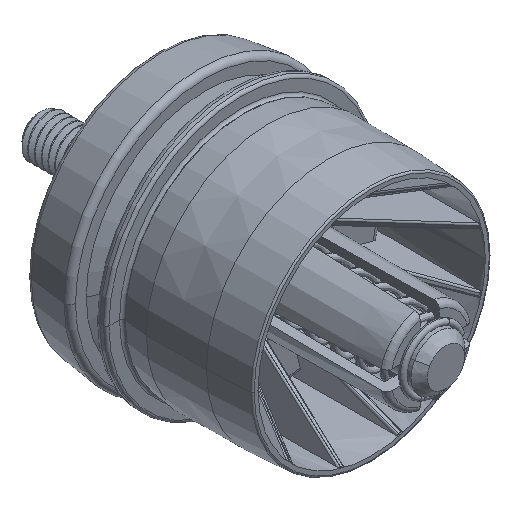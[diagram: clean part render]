
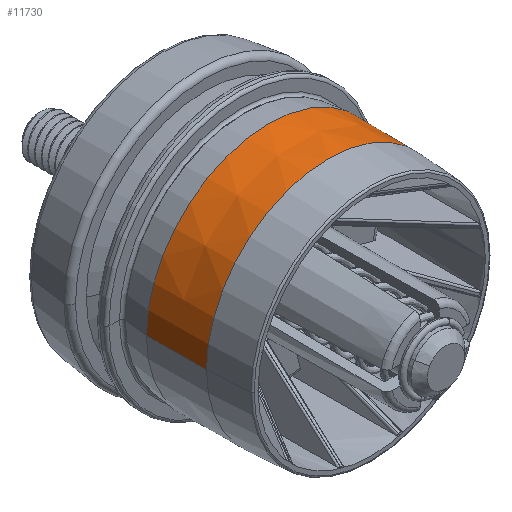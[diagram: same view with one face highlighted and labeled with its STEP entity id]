
A CAD part, isometric view. The second image highlights one B-rep face of the part: STEP entity #11730.
In plain terms, the highlighted conical face has half-angle 0.5 degrees and reference radius 22.6 mm.
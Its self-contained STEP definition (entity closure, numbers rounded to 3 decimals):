
#283 = EDGE_LOOP ( 'NONE', ( #4402, #19673, #17381, #15758 ) ) ;
#2504 = EDGE_CURVE ( 'NONE', #3706, #3271, #4096, .T. ) ;
#3012 = CARTESIAN_POINT ( 'NONE',  ( -22.6, -5., 0. ) ) ;
#3271 = VERTEX_POINT ( 'NONE', #6444 ) ;
#3295 = VECTOR ( 'NONE', #7225, 1000. ) ;
#3643 = DIRECTION ( 'NONE',  ( 0., 1., 0. ) ) ;
#3706 = VERTEX_POINT ( 'NONE', #16920 ) ;
#4096 = CIRCLE ( 'NONE', #9292, 22.504 ) ;
#4402 = ORIENTED_EDGE ( 'NONE', *, *, #2504, .T. ) ;
#4603 = FACE_OUTER_BOUND ( 'NONE', #283, .T. ) ;
#4776 = DIRECTION ( 'NONE',  ( 0., 1., 0. ) ) ;
#5217 = CARTESIAN_POINT ( 'NONE',  ( 0., -5., 0. ) ) ;
#5542 = EDGE_CURVE ( 'NONE', #3271, #13860, #10592, .T. ) ;
#6444 = CARTESIAN_POINT ( 'NONE',  ( 22.504, -16., 0. ) ) ;
#6493 = VERTEX_POINT ( 'NONE', #15696 ) ;
#6548 = CARTESIAN_POINT ( 'NONE',  ( 0., -16., 0. ) ) ;
#7157 = CARTESIAN_POINT ( 'NONE',  ( 22.6, -5., 0. ) ) ;
#7225 = DIRECTION ( 'NONE',  ( 0.009, 1., 0. ) ) ;
#7540 = DIRECTION ( 'NONE',  ( -1., 0., 0. ) ) ;
#9292 = AXIS2_PLACEMENT_3D ( 'NONE', #6548, #16964, #7540 ) ;
#9840 = DIRECTION ( 'NONE',  ( -1., 0., 0. ) ) ;
#10438 = CARTESIAN_POINT ( 'NONE',  ( 22.6, -5., 0. ) ) ;
#10592 = LINE ( 'NONE', #7157, #3295 ) ;
#10628 = EDGE_CURVE ( 'NONE', #6493, #13860, #17624, .T. ) ;
#11730 = ADVANCED_FACE ( 'NONE', ( #4603 ), #11925, .T. ) ;
#11925 = CONICAL_SURFACE ( 'NONE', #14453, 22.6, 0.009 ) ;
#13730 = VECTOR ( 'NONE', #13970, 1000. ) ;
#13860 = VERTEX_POINT ( 'NONE', #10438 ) ;
#13970 = DIRECTION ( 'NONE',  ( -0.009, 1., 0. ) ) ;
#14150 = CARTESIAN_POINT ( 'NONE',  ( 0., -5., 0. ) ) ;
#14233 = LINE ( 'NONE', #3012, #13730 ) ;
#14453 = AXIS2_PLACEMENT_3D ( 'NONE', #5217, #3643, #9840 ) ;
#15696 = CARTESIAN_POINT ( 'NONE',  ( -22.6, -5., 0. ) ) ;
#15736 = DIRECTION ( 'NONE',  ( -1., 0., 0. ) ) ;
#15758 = ORIENTED_EDGE ( 'NONE', *, *, #17868, .F. ) ;
#16144 = AXIS2_PLACEMENT_3D ( 'NONE', #14150, #4776, #15736 ) ;
#16920 = CARTESIAN_POINT ( 'NONE',  ( -22.504, -16., 0. ) ) ;
#16964 = DIRECTION ( 'NONE',  ( 0., 1., 0. ) ) ;
#17381 = ORIENTED_EDGE ( 'NONE', *, *, #10628, .F. ) ;
#17624 = CIRCLE ( 'NONE', #16144, 22.6 ) ;
#17868 = EDGE_CURVE ( 'NONE', #3706, #6493, #14233, .T. ) ;
#19673 = ORIENTED_EDGE ( 'NONE', *, *, #5542, .T. ) ;
